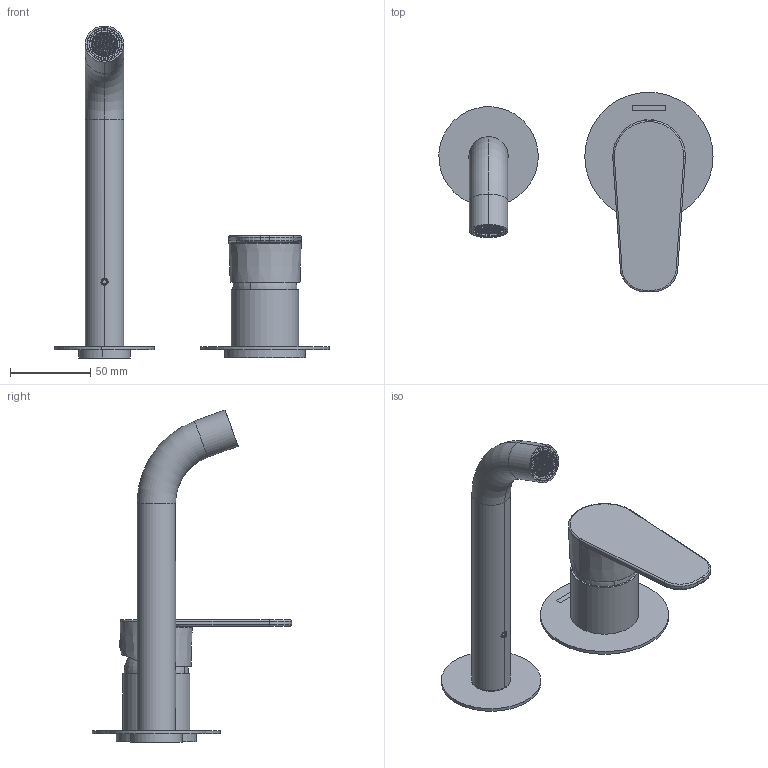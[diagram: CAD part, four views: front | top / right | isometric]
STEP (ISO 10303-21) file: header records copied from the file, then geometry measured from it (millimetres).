
FILE_DESCRIPTION (( 'STEP AP203' ), '1' );
FILE_NAME ('36AP02899.STEP', '2021-01-13T10:44:49', ( '' ), ( '' ), 'SwSTEP 2.0', 'SolidWorks 2018', '' );
FILE_SCHEMA (( 'CONFIG_CONTROL_DESIGN' ));
Length unit declared in the file: millimetre
Products named in the file (1): 36AP02899
Bounding box: 170.93 x 124.49 x 207 mm (x, y, z)
Volume: 72573.6 mm3; surface area: 84213.6 mm2
Topology: 14 solids, 14 shells, 1257 faces, 3151 edges, 2080 vertices
Faces by surface type: plane 1078, cylinder 115, cone 32, torus 28, bspline 2, sphere 2
Entity records: 37448 total; most frequent: CARTESIAN_POINT 6953, ORIENTED_EDGE 6298, DIRECTION 5959, EDGE_CURVE 3149, LINE 2771, VECTOR 2771, VERTEX_POINT 2080, AXIS2_PLACEMENT_3D 1594
